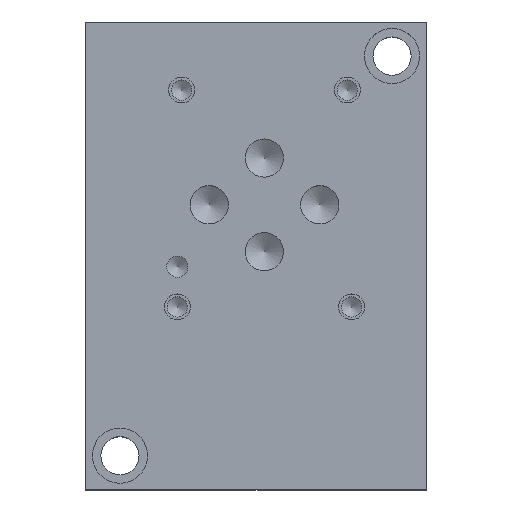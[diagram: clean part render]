
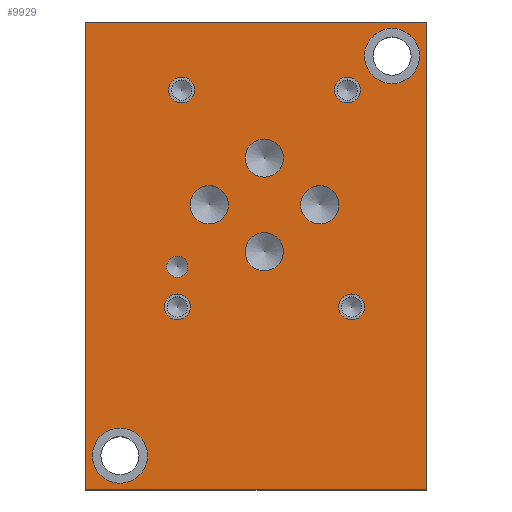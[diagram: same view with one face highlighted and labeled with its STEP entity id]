
A CAD part, top view. The second image highlights one B-rep face of the part: STEP entity #9929.
In plain terms, the highlighted planar face has unit normal (0, 0, 1).
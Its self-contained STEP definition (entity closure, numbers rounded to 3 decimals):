
#105=CIRCLE('',#10302,5.156);
#106=CIRCLE('',#10303,5.156);
#110=CIRCLE('',#10310,5.156);
#111=CIRCLE('',#10311,5.156);
#114=CIRCLE('',#10317,3.569);
#115=CIRCLE('',#10318,3.569);
#118=CIRCLE('',#10323,3.569);
#119=CIRCLE('',#10324,3.569);
#122=CIRCLE('',#10329,3.569);
#123=CIRCLE('',#10330,3.569);
#126=CIRCLE('',#10335,3.569);
#127=CIRCLE('',#10336,3.569);
#130=CIRCLE('',#10341,1.981);
#131=CIRCLE('',#10342,1.981);
#137=CIRCLE('',#10351,2.413);
#138=CIRCLE('',#10352,2.413);
#144=CIRCLE('',#10362,2.413);
#145=CIRCLE('',#10363,2.413);
#151=CIRCLE('',#10373,2.413);
#152=CIRCLE('',#10374,2.413);
#158=CIRCLE('',#10384,2.413);
#159=CIRCLE('',#10385,2.413);
#220=FACE_BOUND('',#1600,.T.);
#221=FACE_BOUND('',#1601,.T.);
#222=FACE_BOUND('',#1602,.T.);
#223=FACE_BOUND('',#1603,.T.);
#224=FACE_BOUND('',#1604,.T.);
#225=FACE_BOUND('',#1605,.T.);
#226=FACE_BOUND('',#1606,.T.);
#227=FACE_BOUND('',#1607,.T.);
#228=FACE_BOUND('',#1608,.T.);
#229=FACE_BOUND('',#1609,.T.);
#230=FACE_BOUND('',#1610,.T.);
#531=PLANE('',#10391);
#1035=FACE_OUTER_BOUND('',#1599,.T.);
#1599=EDGE_LOOP('',(#8808,#8809,#8810,#8811));
#1600=EDGE_LOOP('',(#8812,#8813));
#1601=EDGE_LOOP('',(#8814,#8815));
#1602=EDGE_LOOP('',(#8816,#8817));
#1603=EDGE_LOOP('',(#8818,#8819));
#1604=EDGE_LOOP('',(#8820,#8821));
#1605=EDGE_LOOP('',(#8822,#8823));
#1606=EDGE_LOOP('',(#8824,#8825));
#1607=EDGE_LOOP('',(#8826,#8827));
#1608=EDGE_LOOP('',(#8828,#8829));
#1609=EDGE_LOOP('',(#8830,#8831));
#1610=EDGE_LOOP('',(#8832,#8833));
#1938=LINE('',#14943,#2884);
#2409=LINE('',#16325,#3355);
#2478=LINE('',#16712,#3424);
#2557=LINE('',#17084,#3503);
#2884=VECTOR('',#10879,10.);
#3355=VECTOR('',#11702,10.);
#3424=VECTOR('',#11821,10.);
#3503=VECTOR('',#12228,10.);
#4198=VERTEX_POINT('',#14940);
#4199=VERTEX_POINT('',#14942);
#4550=VERTEX_POINT('',#16323);
#4619=VERTEX_POINT('',#16711);
#4685=VERTEX_POINT('',#16907);
#4686=VERTEX_POINT('',#16908);
#4690=VERTEX_POINT('',#16922);
#4691=VERTEX_POINT('',#16923);
#4695=VERTEX_POINT('',#16937);
#4696=VERTEX_POINT('',#16938);
#4700=VERTEX_POINT('',#16950);
#4701=VERTEX_POINT('',#16951);
#4705=VERTEX_POINT('',#16963);
#4706=VERTEX_POINT('',#16964);
#4710=VERTEX_POINT('',#16976);
#4711=VERTEX_POINT('',#16977);
#4715=VERTEX_POINT('',#16989);
#4716=VERTEX_POINT('',#16990);
#4723=VERTEX_POINT('',#17009);
#4724=VERTEX_POINT('',#17010);
#4731=VERTEX_POINT('',#17031);
#4732=VERTEX_POINT('',#17032);
#4739=VERTEX_POINT('',#17053);
#4740=VERTEX_POINT('',#17054);
#4747=VERTEX_POINT('',#17075);
#4748=VERTEX_POINT('',#17076);
#5315=EDGE_CURVE('',#4199,#4198,#1938,.T.);
#5840=EDGE_CURVE('',#4198,#4550,#2409,.T.);
#5941=EDGE_CURVE('',#4619,#4199,#2478,.T.);
#6031=EDGE_CURVE('',#4685,#4686,#105,.T.);
#6032=EDGE_CURVE('',#4686,#4685,#106,.T.);
#6038=EDGE_CURVE('',#4690,#4691,#110,.T.);
#6039=EDGE_CURVE('',#4691,#4690,#111,.T.);
#6045=EDGE_CURVE('',#4695,#4696,#114,.T.);
#6046=EDGE_CURVE('',#4696,#4695,#115,.T.);
#6051=EDGE_CURVE('',#4700,#4701,#118,.T.);
#6052=EDGE_CURVE('',#4701,#4700,#119,.T.);
#6057=EDGE_CURVE('',#4705,#4706,#122,.T.);
#6058=EDGE_CURVE('',#4706,#4705,#123,.T.);
#6063=EDGE_CURVE('',#4710,#4711,#126,.T.);
#6064=EDGE_CURVE('',#4711,#4710,#127,.T.);
#6069=EDGE_CURVE('',#4715,#4716,#130,.T.);
#6070=EDGE_CURVE('',#4716,#4715,#131,.T.);
#6078=EDGE_CURVE('',#4723,#4724,#137,.T.);
#6079=EDGE_CURVE('',#4724,#4723,#138,.T.);
#6088=EDGE_CURVE('',#4731,#4732,#144,.T.);
#6089=EDGE_CURVE('',#4732,#4731,#145,.T.);
#6098=EDGE_CURVE('',#4739,#4740,#151,.T.);
#6099=EDGE_CURVE('',#4740,#4739,#152,.T.);
#6108=EDGE_CURVE('',#4747,#4748,#158,.T.);
#6109=EDGE_CURVE('',#4748,#4747,#159,.T.);
#6112=EDGE_CURVE('',#4550,#4619,#2557,.T.);
#8808=ORIENTED_EDGE('',*,*,#5315,.T.);
#8809=ORIENTED_EDGE('',*,*,#5840,.T.);
#8810=ORIENTED_EDGE('',*,*,#6112,.T.);
#8811=ORIENTED_EDGE('',*,*,#5941,.T.);
#8812=ORIENTED_EDGE('',*,*,#6031,.T.);
#8813=ORIENTED_EDGE('',*,*,#6032,.T.);
#8814=ORIENTED_EDGE('',*,*,#6038,.T.);
#8815=ORIENTED_EDGE('',*,*,#6039,.T.);
#8816=ORIENTED_EDGE('',*,*,#6045,.T.);
#8817=ORIENTED_EDGE('',*,*,#6046,.T.);
#8818=ORIENTED_EDGE('',*,*,#6051,.T.);
#8819=ORIENTED_EDGE('',*,*,#6052,.T.);
#8820=ORIENTED_EDGE('',*,*,#6057,.T.);
#8821=ORIENTED_EDGE('',*,*,#6058,.T.);
#8822=ORIENTED_EDGE('',*,*,#6063,.T.);
#8823=ORIENTED_EDGE('',*,*,#6064,.T.);
#8824=ORIENTED_EDGE('',*,*,#6069,.T.);
#8825=ORIENTED_EDGE('',*,*,#6070,.T.);
#8826=ORIENTED_EDGE('',*,*,#6078,.T.);
#8827=ORIENTED_EDGE('',*,*,#6079,.T.);
#8828=ORIENTED_EDGE('',*,*,#6088,.T.);
#8829=ORIENTED_EDGE('',*,*,#6089,.T.);
#8830=ORIENTED_EDGE('',*,*,#6098,.T.);
#8831=ORIENTED_EDGE('',*,*,#6099,.T.);
#8832=ORIENTED_EDGE('',*,*,#6108,.T.);
#8833=ORIENTED_EDGE('',*,*,#6109,.T.);
#9929=ADVANCED_FACE('',(#1035,#220,#221,#222,#223,#224,#225,#226,#227,#228,
#229,#230),#531,.T.);
#10302=AXIS2_PLACEMENT_3D('',#16909,#12028,#12029);
#10303=AXIS2_PLACEMENT_3D('',#16910,#12030,#12031);
#10310=AXIS2_PLACEMENT_3D('',#16924,#12046,#12047);
#10311=AXIS2_PLACEMENT_3D('',#16925,#12048,#12049);
#10317=AXIS2_PLACEMENT_3D('',#16939,#12063,#12064);
#10318=AXIS2_PLACEMENT_3D('',#16940,#12065,#12066);
#10323=AXIS2_PLACEMENT_3D('',#16952,#12077,#12078);
#10324=AXIS2_PLACEMENT_3D('',#16953,#12079,#12080);
#10329=AXIS2_PLACEMENT_3D('',#16965,#12091,#12092);
#10330=AXIS2_PLACEMENT_3D('',#16966,#12093,#12094);
#10335=AXIS2_PLACEMENT_3D('',#16978,#12105,#12106);
#10336=AXIS2_PLACEMENT_3D('',#16979,#12107,#12108);
#10341=AXIS2_PLACEMENT_3D('',#16991,#12119,#12120);
#10342=AXIS2_PLACEMENT_3D('',#16992,#12121,#12122);
#10351=AXIS2_PLACEMENT_3D('',#17011,#12141,#12142);
#10352=AXIS2_PLACEMENT_3D('',#17012,#12143,#12144);
#10362=AXIS2_PLACEMENT_3D('',#17033,#12166,#12167);
#10363=AXIS2_PLACEMENT_3D('',#17034,#12168,#12169);
#10373=AXIS2_PLACEMENT_3D('',#17055,#12191,#12192);
#10374=AXIS2_PLACEMENT_3D('',#17056,#12193,#12194);
#10384=AXIS2_PLACEMENT_3D('',#17077,#12216,#12217);
#10385=AXIS2_PLACEMENT_3D('',#17078,#12218,#12219);
#10391=AXIS2_PLACEMENT_3D('',#17087,#12233,#12234);
#10879=DIRECTION('',(1.,0.,0.));
#11702=DIRECTION('',(0.,1.,0.));
#11821=DIRECTION('',(0.,-1.,0.));
#12028=DIRECTION('center_axis',(0.,0.,-1.));
#12029=DIRECTION('ref_axis',(1.,0.,0.));
#12030=DIRECTION('center_axis',(0.,0.,-1.));
#12031=DIRECTION('ref_axis',(1.,0.,0.));
#12046=DIRECTION('center_axis',(0.,0.,-1.));
#12047=DIRECTION('ref_axis',(1.,0.,0.));
#12048=DIRECTION('center_axis',(0.,0.,-1.));
#12049=DIRECTION('ref_axis',(1.,0.,0.));
#12063=DIRECTION('center_axis',(0.,0.,-1.));
#12064=DIRECTION('ref_axis',(1.,0.,0.));
#12065=DIRECTION('center_axis',(0.,0.,-1.));
#12066=DIRECTION('ref_axis',(1.,0.,0.));
#12077=DIRECTION('center_axis',(0.,0.,-1.));
#12078=DIRECTION('ref_axis',(1.,0.,0.));
#12079=DIRECTION('center_axis',(0.,0.,-1.));
#12080=DIRECTION('ref_axis',(1.,0.,0.));
#12091=DIRECTION('center_axis',(0.,0.,-1.));
#12092=DIRECTION('ref_axis',(1.,0.,0.));
#12093=DIRECTION('center_axis',(0.,0.,-1.));
#12094=DIRECTION('ref_axis',(1.,0.,0.));
#12105=DIRECTION('center_axis',(0.,0.,-1.));
#12106=DIRECTION('ref_axis',(1.,0.,0.));
#12107=DIRECTION('center_axis',(0.,0.,-1.));
#12108=DIRECTION('ref_axis',(1.,0.,0.));
#12119=DIRECTION('center_axis',(0.,0.,-1.));
#12120=DIRECTION('ref_axis',(1.,0.,0.));
#12121=DIRECTION('center_axis',(0.,0.,-1.));
#12122=DIRECTION('ref_axis',(1.,0.,0.));
#12141=DIRECTION('center_axis',(0.,0.,-1.));
#12142=DIRECTION('ref_axis',(1.,0.,0.));
#12143=DIRECTION('center_axis',(0.,0.,-1.));
#12144=DIRECTION('ref_axis',(1.,0.,0.));
#12166=DIRECTION('center_axis',(0.,0.,-1.));
#12167=DIRECTION('ref_axis',(1.,0.,0.));
#12168=DIRECTION('center_axis',(0.,0.,-1.));
#12169=DIRECTION('ref_axis',(1.,0.,0.));
#12191=DIRECTION('center_axis',(0.,0.,-1.));
#12192=DIRECTION('ref_axis',(1.,0.,0.));
#12193=DIRECTION('center_axis',(0.,0.,-1.));
#12194=DIRECTION('ref_axis',(1.,0.,0.));
#12216=DIRECTION('center_axis',(0.,0.,-1.));
#12217=DIRECTION('ref_axis',(1.,0.,0.));
#12218=DIRECTION('center_axis',(0.,0.,-1.));
#12219=DIRECTION('ref_axis',(1.,0.,0.));
#12228=DIRECTION('',(-1.,0.,0.));
#12233=DIRECTION('center_axis',(0.,0.,1.));
#12234=DIRECTION('ref_axis',(1.,0.,0.));
#14940=CARTESIAN_POINT('',(63.5,0.,38.1));
#14942=CARTESIAN_POINT('',(0.,0.,38.1));
#14943=CARTESIAN_POINT('',(0.,0.,38.1));
#16323=CARTESIAN_POINT('',(63.5,87.325,38.1));
#16325=CARTESIAN_POINT('',(63.5,0.,38.1));
#16711=CARTESIAN_POINT('',(0.,87.325,38.1));
#16712=CARTESIAN_POINT('',(0.,87.325,38.1));
#16907=CARTESIAN_POINT('',(62.306,80.975,38.1));
#16908=CARTESIAN_POINT('',(51.994,80.975,38.1));
#16909=CARTESIAN_POINT('Origin',(57.15,80.975,38.1));
#16910=CARTESIAN_POINT('Origin',(57.15,80.975,38.1));
#16922=CARTESIAN_POINT('',(11.506,6.35,38.1));
#16923=CARTESIAN_POINT('',(1.194,6.35,38.1));
#16924=CARTESIAN_POINT('Origin',(6.35,6.35,38.1));
#16925=CARTESIAN_POINT('Origin',(6.35,6.35,38.1));
#16937=CARTESIAN_POINT('',(36.894,61.925,38.1));
#16938=CARTESIAN_POINT('',(29.756,61.925,38.1));
#16939=CARTESIAN_POINT('Origin',(33.325,61.925,38.1));
#16940=CARTESIAN_POINT('Origin',(33.325,61.925,38.1));
#16950=CARTESIAN_POINT('',(26.581,53.188,38.1));
#16951=CARTESIAN_POINT('',(19.444,53.188,38.1));
#16952=CARTESIAN_POINT('Origin',(23.012,53.188,38.1));
#16953=CARTESIAN_POINT('Origin',(23.012,53.188,38.1));
#16963=CARTESIAN_POINT('',(47.231,53.188,38.1));
#16964=CARTESIAN_POINT('',(40.094,53.188,38.1));
#16965=CARTESIAN_POINT('Origin',(43.663,53.188,38.1));
#16966=CARTESIAN_POINT('Origin',(43.663,53.188,38.1));
#16976=CARTESIAN_POINT('',(36.894,44.45,38.1));
#16977=CARTESIAN_POINT('',(29.756,44.45,38.1));
#16978=CARTESIAN_POINT('Origin',(33.325,44.45,38.1));
#16979=CARTESIAN_POINT('Origin',(33.325,44.45,38.1));
#16989=CARTESIAN_POINT('',(19.05,41.631,38.1));
#16990=CARTESIAN_POINT('',(15.088,41.631,38.1));
#16991=CARTESIAN_POINT('Origin',(17.069,41.631,38.1));
#16992=CARTESIAN_POINT('Origin',(17.069,41.631,38.1));
#17009=CARTESIAN_POINT('',(52.019,34.138,38.1));
#17010=CARTESIAN_POINT('',(47.193,34.138,38.1));
#17011=CARTESIAN_POINT('Origin',(49.606,34.138,38.1));
#17012=CARTESIAN_POINT('Origin',(49.606,34.138,38.1));
#17031=CARTESIAN_POINT('',(20.269,74.625,38.1));
#17032=CARTESIAN_POINT('',(15.443,74.625,38.1));
#17033=CARTESIAN_POINT('Origin',(17.856,74.625,38.1));
#17034=CARTESIAN_POINT('Origin',(17.856,74.625,38.1));
#17053=CARTESIAN_POINT('',(51.232,74.625,38.1));
#17054=CARTESIAN_POINT('',(46.406,74.625,38.1));
#17055=CARTESIAN_POINT('Origin',(48.819,74.625,38.1));
#17056=CARTESIAN_POINT('Origin',(48.819,74.625,38.1));
#17075=CARTESIAN_POINT('',(19.482,34.138,38.1));
#17076=CARTESIAN_POINT('',(14.656,34.138,38.1));
#17077=CARTESIAN_POINT('Origin',(17.069,34.138,38.1));
#17078=CARTESIAN_POINT('Origin',(17.069,34.138,38.1));
#17084=CARTESIAN_POINT('',(63.5,87.325,38.1));
#17087=CARTESIAN_POINT('Origin',(31.75,43.663,38.1));
